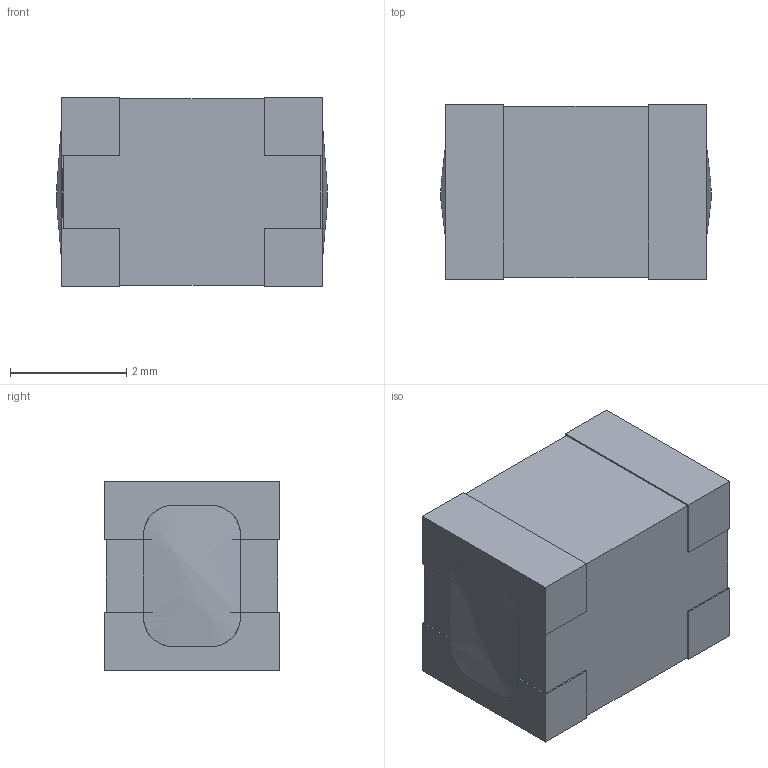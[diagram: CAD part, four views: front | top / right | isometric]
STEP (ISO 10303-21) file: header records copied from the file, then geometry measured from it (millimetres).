
FILE_DESCRIPTION (( 'STEP AP214' ), '1' );
FILE_NAME ('User Library-ACM4532-1.STEP', '2017-12-15T07:28:45', ( '' ), ( '' ), 'SwSTEP 2.0', 'SolidWorks 2018', '' );
FILE_SCHEMA (( 'AUTOMOTIVE_DESIGN' ));
Length unit declared in the file: millimetre
Products named in the file (1): User Library-ACM4532-1
Bounding box: 4.65 x 3 x 3.25 mm (x, y, z)
Volume: 42.9 mm3; surface area: 137.3 mm2
Topology: 7 solids, 7 shells, 66 faces, 140 edges, 88 vertices
Faces by surface type: plane 56, cylinder 8, bspline 2
Entity records: 2691 total; most frequent: CARTESIAN_POINT 673, ORIENTED_EDGE 280, DIRECTION 262, EDGE_CURVE 140, VECTOR 116, LINE 116, VERTEX_POINT 88, AXIS2_PLACEMENT_3D 73
